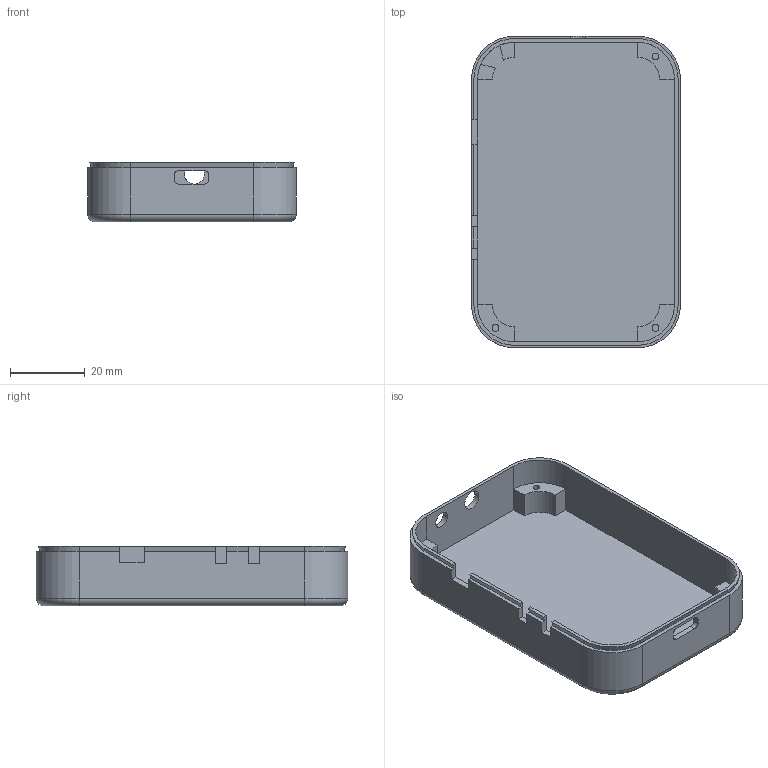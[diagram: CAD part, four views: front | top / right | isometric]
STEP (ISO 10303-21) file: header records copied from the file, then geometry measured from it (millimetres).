
FILE_DESCRIPTION(('FreeCAD Model'),'2;1');
FILE_NAME('Open CASCADE Shape Model','2025-11-07T09:44:11',(''),(''), 'Open CASCADE STEP processor 7.8','FreeCAD','Unknown');
FILE_SCHEMA(('AUTOMOTIVE_DESIGN { 1 0 10303 214 1 1 1 1 }'));
Length unit declared in the file: millimetre
Products named in the file (1): standoff-pockets
Bounding box: 56 x 83.5 x 16 mm (x, y, z)
Volume: 13848.1 mm3; surface area: 16814.9 mm2
Topology: 1 solids, 1 shells, 89 faces, 239 edges, 154 vertices
Faces by surface type: plane 55, cylinder 26, torus 4, cone 4
Full cylindrical faces by diameter (mm): 1.8 x3, 4.4 x1, 5.4 x1
Entity records: 2799 total; most frequent: CARTESIAN_POINT 491, DIRECTION 479, ORIENTED_EDGE 478, EDGE_CURVE 239, LINE 163, VECTOR 163, AXIS2_PLACEMENT_3D 158, VERTEX_POINT 154
